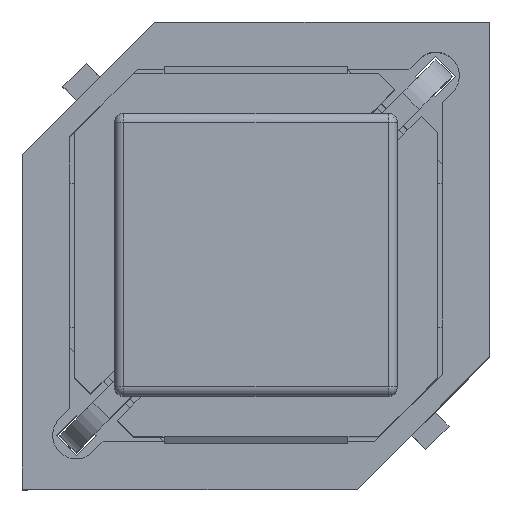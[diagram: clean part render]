
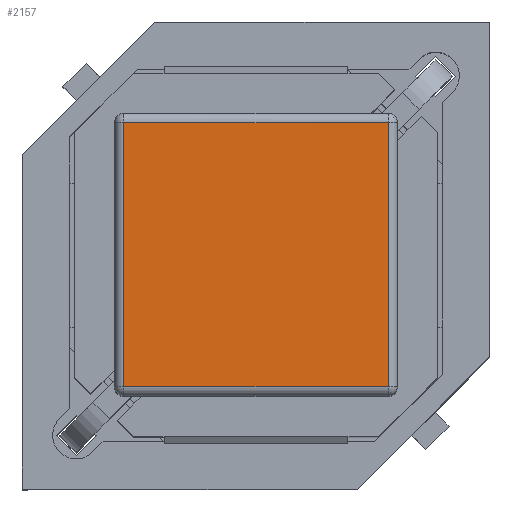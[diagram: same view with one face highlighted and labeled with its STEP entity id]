
A CAD part, top view. The second image highlights one B-rep face of the part: STEP entity #2157.
In plain terms, the highlighted planar face has unit normal (0, 0, 1).
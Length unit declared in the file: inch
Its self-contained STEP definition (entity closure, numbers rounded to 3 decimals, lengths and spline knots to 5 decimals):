
#1842=CARTESIAN_POINT('',(0.11024,-0.11024,0.88189));
#1843=VERTEX_POINT('',#1842);
#1868=CARTESIAN_POINT('',(-0.11024,-0.11024,0.88189));
#1869=VERTEX_POINT('',#1868);
#1908=CARTESIAN_POINT('',(0.11024,0.11024,0.88189));
#1909=VERTEX_POINT('',#1908);
#1932=CARTESIAN_POINT('',(-0.11024,0.11024,0.88189));
#1933=VERTEX_POINT('',#1932);
#1965=CARTESIAN_POINT('',(-0.11024,0.11024,0.88189));
#1966=DIRECTION('',(1.0,0.0,0.0));
#1967=VECTOR('',#1966,0.22047);
#1968=LINE('',#1965,#1967);
#1969=EDGE_CURVE('',#1933,#1909,#1968,.T.);
#1982=CARTESIAN_POINT('',(-0.11024,-0.11024,0.88189));
#1983=DIRECTION('',(0.0,1.0,0.0));
#1984=VECTOR('',#1983,0.22047);
#1985=LINE('',#1982,#1984);
#1986=EDGE_CURVE('',#1869,#1933,#1985,.T.);
#2016=CARTESIAN_POINT('',(0.11024,0.11024,0.88189));
#2017=DIRECTION('',(0.0,-1.0,0.0));
#2018=VECTOR('',#2017,0.22047);
#2019=LINE('',#2016,#2018);
#2020=EDGE_CURVE('',#1909,#1843,#2019,.T.);
#2063=CARTESIAN_POINT('',(0.11024,-0.11024,0.88189));
#2064=DIRECTION('',(-1.0,0.0,0.0));
#2065=VECTOR('',#2064,0.22047);
#2066=LINE('',#2063,#2065);
#2067=EDGE_CURVE('',#1843,#1869,#2066,.T.);
#2146=CARTESIAN_POINT('',(-0.12126,-0.12126,0.88189));
#2147=DIRECTION('',(0.0,0.0,1.0));
#2148=DIRECTION('',(1.0,0.0,0.0));
#2149=AXIS2_PLACEMENT_3D('',#2146,#2147,#2148);
#2150=PLANE('',#2149);
#2151=ORIENTED_EDGE('',*,*,#1969,.F.);
#2152=ORIENTED_EDGE('',*,*,#1986,.F.);
#2153=ORIENTED_EDGE('',*,*,#2067,.F.);
#2154=ORIENTED_EDGE('',*,*,#2020,.F.);
#2155=EDGE_LOOP('',(#2151,#2152,#2153,#2154));
#2156=FACE_OUTER_BOUND('',#2155,.T.);
#2157=ADVANCED_FACE('',(#2156),#2150,.T.);
